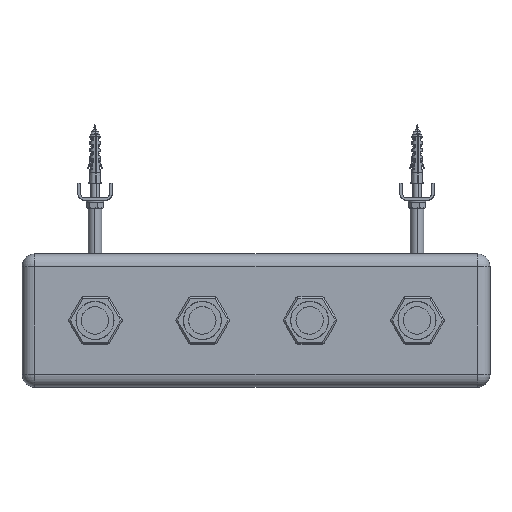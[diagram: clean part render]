
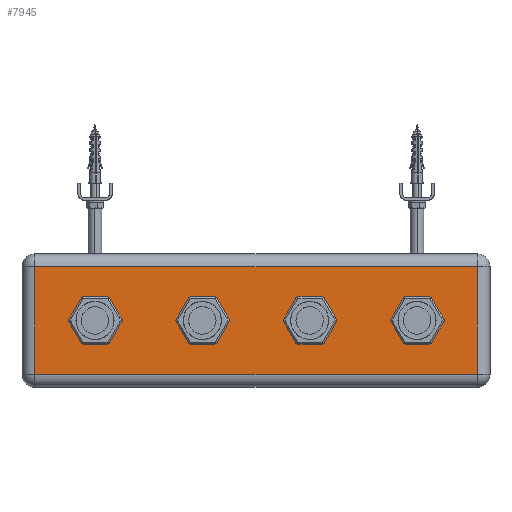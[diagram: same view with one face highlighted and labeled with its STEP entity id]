
A CAD part, top view. The second image highlights one B-rep face of the part: STEP entity #7945.
In plain terms, the highlighted planar face has unit normal (0, 0, 1).
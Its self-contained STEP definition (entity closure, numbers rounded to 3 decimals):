
#547=CARTESIAN_POINT('Axis2P3D Location',(-389.572,40.,13.393)) ;
#551=CARTESIAN_POINT('Vertex',(-376.01,30.,13.393)) ;
#553=CARTESIAN_POINT('Vertex',(-372.722,39.997,13.393)) ;
#574=CARTESIAN_POINT('Vertex',(-406.422,40.003,13.393)) ;
#577=CARTESIAN_POINT('Axis2P3D Location',(-389.572,40.,13.393)) ;
#581=CARTESIAN_POINT('Vertex',(-403.133,30.,13.393)) ;
#584=CARTESIAN_POINT('Axis2P3D Location',(-389.572,40.,13.393)) ;
#634=CARTESIAN_POINT('Axis2P3D Location',(-389.572,40.,13.393)) ;
#2143=CARTESIAN_POINT('Axis2P3D Location',(-264.572,40.,13.393)) ;
#2147=CARTESIAN_POINT('Vertex',(-251.01,30.,13.393)) ;
#2149=CARTESIAN_POINT('Vertex',(-247.722,39.997,13.393)) ;
#2170=CARTESIAN_POINT('Vertex',(-281.422,40.003,13.393)) ;
#2173=CARTESIAN_POINT('Axis2P3D Location',(-264.572,40.,13.393)) ;
#2177=CARTESIAN_POINT('Vertex',(-278.133,30.,13.393)) ;
#2180=CARTESIAN_POINT('Axis2P3D Location',(-264.572,40.,13.393)) ;
#2230=CARTESIAN_POINT('Axis2P3D Location',(-264.572,40.,13.393)) ;
#3739=CARTESIAN_POINT('Axis2P3D Location',(-139.572,40.,13.393)) ;
#3743=CARTESIAN_POINT('Vertex',(-126.01,30.,13.393)) ;
#3745=CARTESIAN_POINT('Vertex',(-122.722,39.997,13.393)) ;
#3766=CARTESIAN_POINT('Vertex',(-156.422,40.003,13.393)) ;
#3769=CARTESIAN_POINT('Axis2P3D Location',(-139.572,40.,13.393)) ;
#3773=CARTESIAN_POINT('Vertex',(-153.133,30.,13.393)) ;
#3776=CARTESIAN_POINT('Axis2P3D Location',(-139.572,40.,13.393)) ;
#3826=CARTESIAN_POINT('Axis2P3D Location',(-139.572,40.,13.393)) ;
#5335=CARTESIAN_POINT('Axis2P3D Location',(-14.572,40.,13.393)) ;
#5339=CARTESIAN_POINT('Vertex',(-1.01,30.,13.393)) ;
#5341=CARTESIAN_POINT('Vertex',(2.278,39.997,13.393)) ;
#5362=CARTESIAN_POINT('Vertex',(-31.422,40.003,13.393)) ;
#5365=CARTESIAN_POINT('Axis2P3D Location',(-14.572,40.,13.393)) ;
#5369=CARTESIAN_POINT('Vertex',(-28.133,30.,13.393)) ;
#5372=CARTESIAN_POINT('Axis2P3D Location',(-14.572,40.,13.393)) ;
#5422=CARTESIAN_POINT('Axis2P3D Location',(-14.572,40.,13.393)) ;
#7606=CARTESIAN_POINT('Vertex',(55.428,102.5,13.393)) ;
#7613=CARTESIAN_POINT('Vertex',(-459.572,102.5,13.393)) ;
#7616=CARTESIAN_POINT('Line Origine',(-202.072,102.5,13.393)) ;
#7783=CARTESIAN_POINT('Line Origine',(55.428,40.,13.393)) ;
#7787=CARTESIAN_POINT('Vertex',(55.428,-22.5,13.393)) ;
#7825=CARTESIAN_POINT('Vertex',(-459.572,-22.5,13.393)) ;
#7828=CARTESIAN_POINT('Line Origine',(-459.572,40.,13.393)) ;
#7905=CARTESIAN_POINT('Axis2P3D Location',(72.928,40.,13.393)) ;
#7910=CARTESIAN_POINT('Line Origine',(-202.072,-22.5,13.393)) ;
#7618=VECTOR('Line Direction',#7617,1.) ;
#7785=VECTOR('Line Direction',#7784,1.) ;
#7830=VECTOR('Line Direction',#7829,1.) ;
#7912=VECTOR('Line Direction',#7911,1.) ;
#548=DIRECTION('Axis2P3D Direction',(0.,0.,-1.)) ;
#578=DIRECTION('Axis2P3D Direction',(0.,0.,-1.)) ;
#585=DIRECTION('Axis2P3D Direction',(0.,0.,-1.)) ;
#635=DIRECTION('Axis2P3D Direction',(0.,0.,-1.)) ;
#2144=DIRECTION('Axis2P3D Direction',(0.,0.,-1.)) ;
#2174=DIRECTION('Axis2P3D Direction',(0.,0.,-1.)) ;
#2181=DIRECTION('Axis2P3D Direction',(0.,0.,-1.)) ;
#2231=DIRECTION('Axis2P3D Direction',(0.,0.,-1.)) ;
#3740=DIRECTION('Axis2P3D Direction',(0.,0.,-1.)) ;
#3770=DIRECTION('Axis2P3D Direction',(0.,0.,-1.)) ;
#3777=DIRECTION('Axis2P3D Direction',(0.,0.,-1.)) ;
#3827=DIRECTION('Axis2P3D Direction',(0.,0.,-1.)) ;
#5336=DIRECTION('Axis2P3D Direction',(0.,0.,-1.)) ;
#5366=DIRECTION('Axis2P3D Direction',(0.,0.,-1.)) ;
#5373=DIRECTION('Axis2P3D Direction',(0.,0.,-1.)) ;
#5423=DIRECTION('Axis2P3D Direction',(0.,0.,-1.)) ;
#7617=DIRECTION('Vector Direction',(1.,0.,0.)) ;
#7784=DIRECTION('Vector Direction',(0.,1.,0.)) ;
#7829=DIRECTION('Vector Direction',(0.,1.,0.)) ;
#7906=DIRECTION('Axis2P3D Direction',(0.,0.,1.)) ;
#7907=DIRECTION('Axis2P3D XDirection',(0.,-1.,0.)) ;
#7911=DIRECTION('Vector Direction',(1.,0.,0.)) ;
#549=AXIS2_PLACEMENT_3D('Circle Axis2P3D',#547,#548,$) ;
#579=AXIS2_PLACEMENT_3D('Circle Axis2P3D',#577,#578,$) ;
#586=AXIS2_PLACEMENT_3D('Circle Axis2P3D',#584,#585,$) ;
#636=AXIS2_PLACEMENT_3D('Circle Axis2P3D',#634,#635,$) ;
#2145=AXIS2_PLACEMENT_3D('Circle Axis2P3D',#2143,#2144,$) ;
#2175=AXIS2_PLACEMENT_3D('Circle Axis2P3D',#2173,#2174,$) ;
#2182=AXIS2_PLACEMENT_3D('Circle Axis2P3D',#2180,#2181,$) ;
#2232=AXIS2_PLACEMENT_3D('Circle Axis2P3D',#2230,#2231,$) ;
#3741=AXIS2_PLACEMENT_3D('Circle Axis2P3D',#3739,#3740,$) ;
#3771=AXIS2_PLACEMENT_3D('Circle Axis2P3D',#3769,#3770,$) ;
#3778=AXIS2_PLACEMENT_3D('Circle Axis2P3D',#3776,#3777,$) ;
#3828=AXIS2_PLACEMENT_3D('Circle Axis2P3D',#3826,#3827,$) ;
#5337=AXIS2_PLACEMENT_3D('Circle Axis2P3D',#5335,#5336,$) ;
#5367=AXIS2_PLACEMENT_3D('Circle Axis2P3D',#5365,#5366,$) ;
#5374=AXIS2_PLACEMENT_3D('Circle Axis2P3D',#5372,#5373,$) ;
#5424=AXIS2_PLACEMENT_3D('Circle Axis2P3D',#5422,#5423,$) ;
#7908=AXIS2_PLACEMENT_3D('Plane Axis2P3D',#7905,#7906,#7907) ;
#7619=LINE('Line',#7616,#7618) ;
#7786=LINE('Line',#7783,#7785) ;
#7831=LINE('Line',#7828,#7830) ;
#7913=LINE('Line',#7910,#7912) ;
#550=CIRCLE('generated circle',#549,16.85) ;
#580=CIRCLE('generated circle',#579,16.85) ;
#587=CIRCLE('generated circle',#586,16.85) ;
#637=CIRCLE('generated circle',#636,16.85) ;
#2146=CIRCLE('generated circle',#2145,16.85) ;
#2176=CIRCLE('generated circle',#2175,16.85) ;
#2183=CIRCLE('generated circle',#2182,16.85) ;
#2233=CIRCLE('generated circle',#2232,16.85) ;
#3742=CIRCLE('generated circle',#3741,16.85) ;
#3772=CIRCLE('generated circle',#3771,16.85) ;
#3779=CIRCLE('generated circle',#3778,16.85) ;
#3829=CIRCLE('generated circle',#3828,16.85) ;
#5338=CIRCLE('generated circle',#5337,16.85) ;
#5368=CIRCLE('generated circle',#5367,16.85) ;
#5375=CIRCLE('generated circle',#5374,16.85) ;
#5425=CIRCLE('generated circle',#5424,16.85) ;
#7909=PLANE('',#7908) ;
#7926=FACE_BOUND('',#7921,.T.) ;
#7932=FACE_BOUND('',#7927,.T.) ;
#7938=FACE_BOUND('',#7933,.T.) ;
#7944=FACE_BOUND('',#7939,.T.) ;
#555=EDGE_CURVE('',#552,#554,#550,.F.) ;
#583=EDGE_CURVE('',#575,#582,#580,.F.) ;
#588=EDGE_CURVE('',#582,#552,#587,.F.) ;
#638=EDGE_CURVE('',#554,#575,#637,.F.) ;
#2151=EDGE_CURVE('',#2148,#2150,#2146,.F.) ;
#2179=EDGE_CURVE('',#2171,#2178,#2176,.F.) ;
#2184=EDGE_CURVE('',#2178,#2148,#2183,.F.) ;
#2234=EDGE_CURVE('',#2150,#2171,#2233,.F.) ;
#3747=EDGE_CURVE('',#3744,#3746,#3742,.F.) ;
#3775=EDGE_CURVE('',#3767,#3774,#3772,.F.) ;
#3780=EDGE_CURVE('',#3774,#3744,#3779,.F.) ;
#3830=EDGE_CURVE('',#3746,#3767,#3829,.F.) ;
#5343=EDGE_CURVE('',#5340,#5342,#5338,.F.) ;
#5371=EDGE_CURVE('',#5363,#5370,#5368,.F.) ;
#5376=EDGE_CURVE('',#5370,#5340,#5375,.F.) ;
#5426=EDGE_CURVE('',#5342,#5363,#5425,.F.) ;
#7620=EDGE_CURVE('',#7607,#7614,#7619,.F.) ;
#7789=EDGE_CURVE('',#7788,#7607,#7786,.T.) ;
#7832=EDGE_CURVE('',#7826,#7614,#7831,.T.) ;
#7914=EDGE_CURVE('',#7826,#7788,#7913,.T.) ;
#7916=ORIENTED_EDGE('',*,*,#7789,.T.) ;
#7917=ORIENTED_EDGE('',*,*,#7620,.T.) ;
#7918=ORIENTED_EDGE('',*,*,#7832,.F.) ;
#7919=ORIENTED_EDGE('',*,*,#7914,.T.) ;
#7922=ORIENTED_EDGE('',*,*,#2234,.F.) ;
#7923=ORIENTED_EDGE('',*,*,#2151,.F.) ;
#7924=ORIENTED_EDGE('',*,*,#2184,.F.) ;
#7925=ORIENTED_EDGE('',*,*,#2179,.F.) ;
#7928=ORIENTED_EDGE('',*,*,#5426,.F.) ;
#7929=ORIENTED_EDGE('',*,*,#5343,.F.) ;
#7930=ORIENTED_EDGE('',*,*,#5376,.F.) ;
#7931=ORIENTED_EDGE('',*,*,#5371,.F.) ;
#7934=ORIENTED_EDGE('',*,*,#3830,.F.) ;
#7935=ORIENTED_EDGE('',*,*,#3747,.F.) ;
#7936=ORIENTED_EDGE('',*,*,#3780,.F.) ;
#7937=ORIENTED_EDGE('',*,*,#3775,.F.) ;
#7940=ORIENTED_EDGE('',*,*,#638,.F.) ;
#7941=ORIENTED_EDGE('',*,*,#555,.F.) ;
#7942=ORIENTED_EDGE('',*,*,#588,.F.) ;
#7943=ORIENTED_EDGE('',*,*,#583,.F.) ;
#7915=EDGE_LOOP('',(#7916,#7917,#7918,#7919)) ;
#7921=EDGE_LOOP('',(#7922,#7923,#7924,#7925)) ;
#7927=EDGE_LOOP('',(#7928,#7929,#7930,#7931)) ;
#7933=EDGE_LOOP('',(#7934,#7935,#7936,#7937)) ;
#7939=EDGE_LOOP('',(#7940,#7941,#7942,#7943)) ;
#552=VERTEX_POINT('',#551) ;
#554=VERTEX_POINT('',#553) ;
#575=VERTEX_POINT('',#574) ;
#582=VERTEX_POINT('',#581) ;
#2148=VERTEX_POINT('',#2147) ;
#2150=VERTEX_POINT('',#2149) ;
#2171=VERTEX_POINT('',#2170) ;
#2178=VERTEX_POINT('',#2177) ;
#3744=VERTEX_POINT('',#3743) ;
#3746=VERTEX_POINT('',#3745) ;
#3767=VERTEX_POINT('',#3766) ;
#3774=VERTEX_POINT('',#3773) ;
#5340=VERTEX_POINT('',#5339) ;
#5342=VERTEX_POINT('',#5341) ;
#5363=VERTEX_POINT('',#5362) ;
#5370=VERTEX_POINT('',#5369) ;
#7607=VERTEX_POINT('',#7606) ;
#7614=VERTEX_POINT('',#7613) ;
#7788=VERTEX_POINT('',#7787) ;
#7826=VERTEX_POINT('',#7825) ;
#7945=ADVANCED_FACE('PartBody',(#7920,#7926,#7932,#7938,#7944),#7909,.T.) ;
#7920=FACE_OUTER_BOUND('',#7915,.T.) ;
